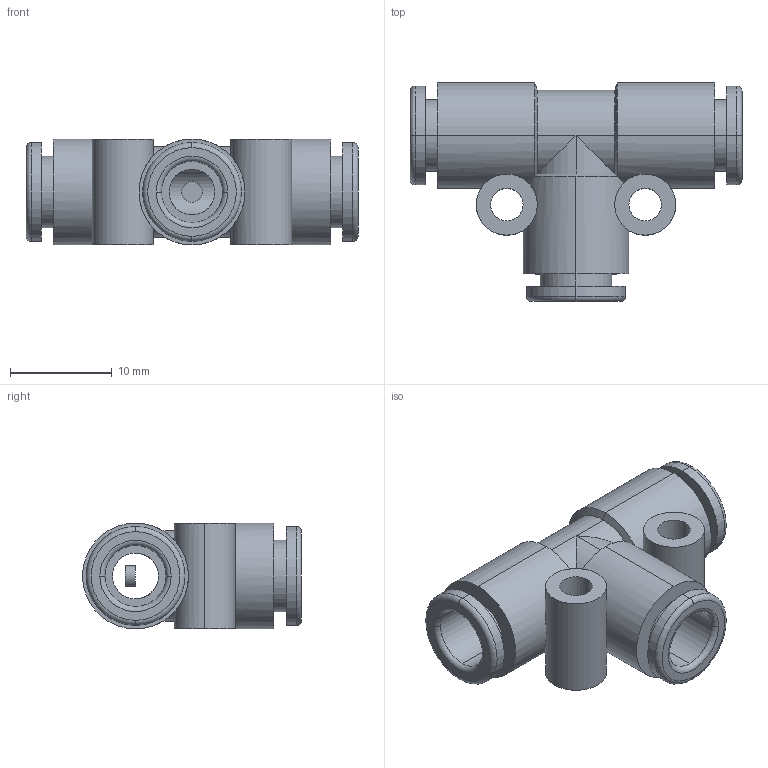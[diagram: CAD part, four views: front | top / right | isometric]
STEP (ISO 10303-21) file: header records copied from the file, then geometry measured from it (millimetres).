
FILE_DESCRIPTION (( 'STEP AP214' ), '1' );
FILE_NAME ('KQ2T06-00A.step.step', '2015-12-12T17:07:14', ( 'Windows User' ), ( '' ), 'SwSTEP 2.0', 'SolidWorks 2016', '' );
FILE_SCHEMA (( 'AUTOMOTIVE_DESIGN' ));
Length unit declared in the file: millimetre
Products named in the file (2): KQ2T06-00A.step; KQ2T06-00A.step_KQ2T-metric_KQ2T06-00A
Assembly tree (1 placements, depth 2):
  KQ2T06-00A.step
    KQ2T06-00A.step_KQ2T-metric_KQ2T06-00A
Bounding box: 32.6 x 21.5 x 10.4 mm (x, y, z)
Volume: 2512.1 mm3; surface area: 3028.5 mm2
Topology: 2 solids, 2 shells, 85 faces, 188 edges, 116 vertices
Faces by surface type: cylinder 46, plane 18, torus 12, cone 9
Entity records: 2747 total; most frequent: CARTESIAN_POINT 727, DIRECTION 460, ORIENTED_EDGE 376, AXIS2_PLACEMENT_3D 205, EDGE_CURVE 188, CIRCLE 116, VERTEX_POINT 116, EDGE_LOOP 102
